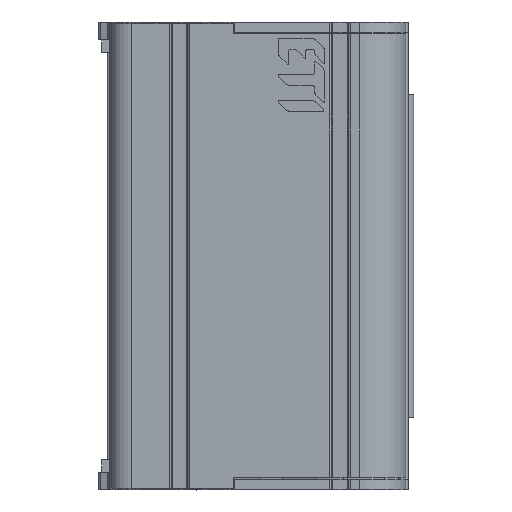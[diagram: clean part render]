
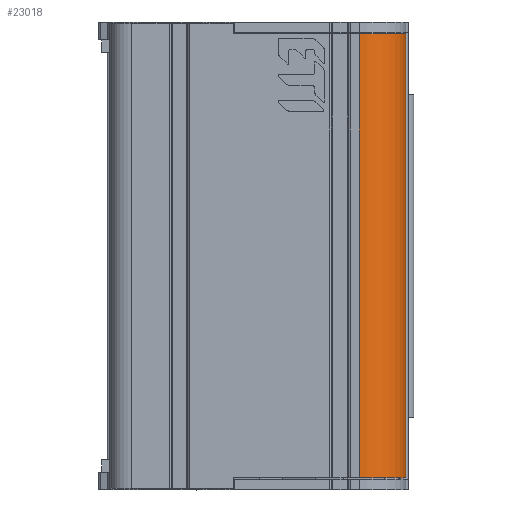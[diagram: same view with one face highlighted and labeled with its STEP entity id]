
A CAD part, top view. The second image highlights one B-rep face of the part: STEP entity #23018.
In plain terms, the highlighted cylindrical face has radius 13.2 mm (diameter 26.4 mm), a partial arc.
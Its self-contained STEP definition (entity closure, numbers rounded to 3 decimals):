
#20015=DIRECTION('',(0.,-1.,0.));
#20016=VECTOR('',#20015,125.95);
#20017=CARTESIAN_POINT('',(101.5,-3.35,31.137));
#20018=LINE('',#20017,#20016);
#20022=DIRECTION('',(0.,1.,0.));
#20023=VECTOR('',#20022,125.95);
#20024=CARTESIAN_POINT('',(88.3,-129.3,44.337));
#20025=LINE('',#20024,#20023);
#20690=CARTESIAN_POINT('',(88.3,-129.3,31.137));
#20691=DIRECTION('',(0.,1.,0.));
#20692=DIRECTION('',(0.,0.,1.));
#20693=AXIS2_PLACEMENT_3D('',#20690,#20691,#20692);
#20888=CARTESIAN_POINT('',(88.3,-3.35,31.137));
#20889=DIRECTION('',(0.,-1.,0.));
#20890=DIRECTION('',(1.,0.,0.));
#20891=AXIS2_PLACEMENT_3D('',#20888,#20889,#20890);
#22224=CARTESIAN_POINT('',(88.3,-129.3,44.337));
#22225=CARTESIAN_POINT('',(88.3,-3.35,44.337));
#22226=VERTEX_POINT('',#22224);
#22227=VERTEX_POINT('',#22225);
#22228=CARTESIAN_POINT('',(101.5,-3.35,31.137));
#22229=CARTESIAN_POINT('',(101.5,-129.3,31.137));
#22230=VERTEX_POINT('',#22228);
#22231=VERTEX_POINT('',#22229);
#23004=CARTESIAN_POINT('',(88.3,-65.35,31.137));
#23005=DIRECTION('',(0.,-1.,0.));
#23006=DIRECTION('',(1.,0.,0.));
#23007=AXIS2_PLACEMENT_3D('',#23004,#23005,#23006);
#23008=CYLINDRICAL_SURFACE('',#23007,13.2);
#23010=ORIENTED_EDGE('',*,*,#23009,.T.);
#23012=ORIENTED_EDGE('',*,*,#23011,.F.);
#23013=ORIENTED_EDGE('',*,*,#22987,.T.);
#23015=ORIENTED_EDGE('',*,*,#23014,.F.);
#23016=EDGE_LOOP('',(#23010,#23012,#23013,#23015));
#23017=FACE_OUTER_BOUND('',#23016,.F.);
#20694=CIRCLE('',#20693,13.2);
#20892=CIRCLE('',#20891,13.2);
#22987=EDGE_CURVE('',#22226,#22227,#20025,.T.);
#23009=EDGE_CURVE('',#22230,#22231,#20018,.T.);
#23011=EDGE_CURVE('',#22226,#22231,#20694,.T.);
#23014=EDGE_CURVE('',#22230,#22227,#20892,.T.);
#23018=ADVANCED_FACE('',(#23017),#23008,.T.);
